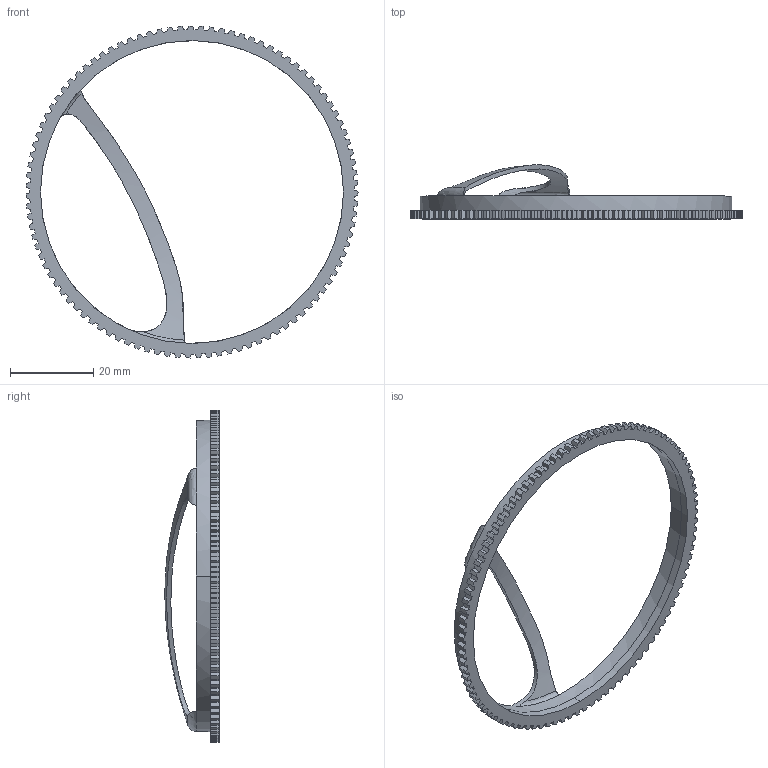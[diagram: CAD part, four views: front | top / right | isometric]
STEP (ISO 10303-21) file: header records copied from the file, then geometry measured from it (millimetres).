
FILE_DESCRIPTION((''),'2;1');
FILE_NAME('PC_3_V4_ASM','2022-04-24T21:51:35',('Mr San'),(''),'CREO PARAMETRIC BY PTC INC, 2020454','CREO PARAMETRIC BY PTC INC, 2020454','');
FILE_SCHEMA(('CONFIG_CONTROL_DESIGN'));
Length unit declared in the file: millimetre
Products named in the file (3): CLOCHE_3_V4; 26-PIGNON3_V4; PC_3_V4_ASM
Assembly tree (2 placements, depth 2):
  PC_3_V4_ASM
    CLOCHE_3_V4
    26-PIGNON3_V4
Bounding box: 80 x 13.04 x 80 mm (x, y, z)
Volume: 2598.2 mm3; surface area: 5527.7 mm2
Topology: 2 solids, 2 shells, 415 faces, 1234 edges, 820 vertices
Faces by surface type: cylinder 402, plane 5, torus 4, extrusion 2, sphere 2
Entity records: 14935 total; most frequent: CARTESIAN_POINT 2921, DIRECTION 2872, ORIENTED_EDGE 2468, AXIS2_PLACEMENT_3D 1234, EDGE_CURVE 1234, VERTEX_POINT 820, CIRCLE 816, EDGE_LOOP 418
